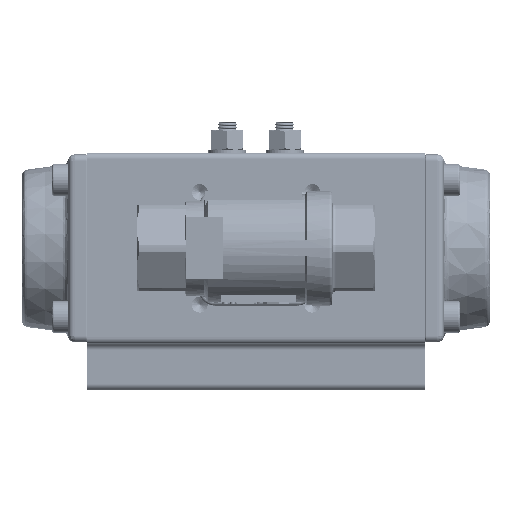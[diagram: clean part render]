
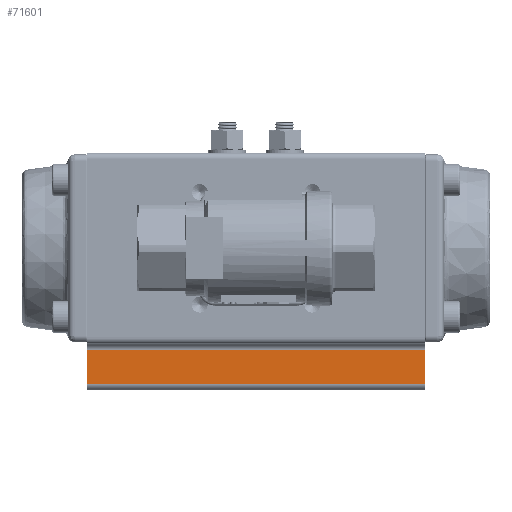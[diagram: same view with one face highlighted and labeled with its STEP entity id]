
A CAD part, front view. The second image highlights one B-rep face of the part: STEP entity #71601.
In plain terms, the highlighted planar face has unit normal (0, 1, 0).
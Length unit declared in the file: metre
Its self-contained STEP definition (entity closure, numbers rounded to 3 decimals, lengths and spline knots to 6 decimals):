
#8664 = VECTOR ( 'NONE', #76474, 1. ) ;
#10598 = EDGE_CURVE ( 'NONE', #196300, #34122, #140512, .T. ) ;
#11564 = CARTESIAN_POINT ( 'NONE',  ( -0.0425, -0.012, -0.053 ) ) ;
#12289 = CARTESIAN_POINT ( 'NONE',  ( -0.0425, -0.012, -0.053 ) ) ;
#27027 = LINE ( 'NONE', #12289, #8664 ) ;
#28617 = LINE ( 'NONE', #73884, #165332 ) ;
#34122 = VERTEX_POINT ( 'NONE', #185625 ) ;
#34988 = CARTESIAN_POINT ( 'NONE',  ( -0.032, -0.012, -0.053 ) ) ;
#37650 = VERTEX_POINT ( 'NONE', #73542 ) ;
#38288 = DIRECTION ( 'NONE',  ( 0., 1., 0. ) ) ;
#49130 = ORIENTED_EDGE ( 'NONE', *, *, #53225, .T. ) ;
#53225 = EDGE_CURVE ( 'NONE', #34122, #37650, #28617, .T. ) ;
#58597 = CARTESIAN_POINT ( 'NONE',  ( -0.0425, -0.012, -0.053 ) ) ;
#58707 = ORIENTED_EDGE ( 'NONE', *, *, #10598, .T. ) ;
#59894 = VECTOR ( 'NONE', #148479, 1. ) ;
#71601 = ADVANCED_FACE ( 'NONE', ( #166514 ), #180230, .T. ) ;
#72864 = EDGE_CURVE ( 'NONE', #157346, #196300, #27027, .T. ) ;
#73542 = CARTESIAN_POINT ( 'NONE',  ( -0.032, -0.012, 0.053 ) ) ;
#73884 = CARTESIAN_POINT ( 'NONE',  ( -0.0425, -0.012, 0.053 ) ) ;
#76474 = DIRECTION ( 'NONE',  ( -1., 0., 0. ) ) ;
#98312 = DIRECTION ( 'NONE',  ( 0., 0., 1. ) ) ;
#105966 = EDGE_LOOP ( 'NONE', ( #58707, #49130, #127387, #134502 ) ) ;
#117014 = EDGE_CURVE ( 'NONE', #37650, #157346, #145412, .T. ) ;
#127387 = ORIENTED_EDGE ( 'NONE', *, *, #117014, .T. ) ;
#134502 = ORIENTED_EDGE ( 'NONE', *, *, #72864, .T. ) ;
#140512 = LINE ( 'NONE', #58597, #163476 ) ;
#145412 = LINE ( 'NONE', #34988, #59894 ) ;
#148479 = DIRECTION ( 'NONE',  ( 0., 0., -1. ) ) ;
#157346 = VERTEX_POINT ( 'NONE', #169297 ) ;
#163476 = VECTOR ( 'NONE', #171004, 1. ) ;
#165332 = VECTOR ( 'NONE', #188408, 1. ) ;
#166514 = FACE_OUTER_BOUND ( 'NONE', #105966, .T. ) ;
#169297 = CARTESIAN_POINT ( 'NONE',  ( -0.032, -0.012, -0.053 ) ) ;
#171004 = DIRECTION ( 'NONE',  ( 0., 0., 1. ) ) ;
#172877 = AXIS2_PLACEMENT_3D ( 'NONE', #196007, #38288, #98312 ) ;
#180230 = PLANE ( 'NONE',  #172877 ) ;
#185625 = CARTESIAN_POINT ( 'NONE',  ( -0.0425, -0.012, 0.053 ) ) ;
#188408 = DIRECTION ( 'NONE',  ( 1., 0., 0. ) ) ;
#196007 = CARTESIAN_POINT ( 'NONE',  ( -0.0425, -0.012, -0.053 ) ) ;
#196300 = VERTEX_POINT ( 'NONE', #11564 ) ;
